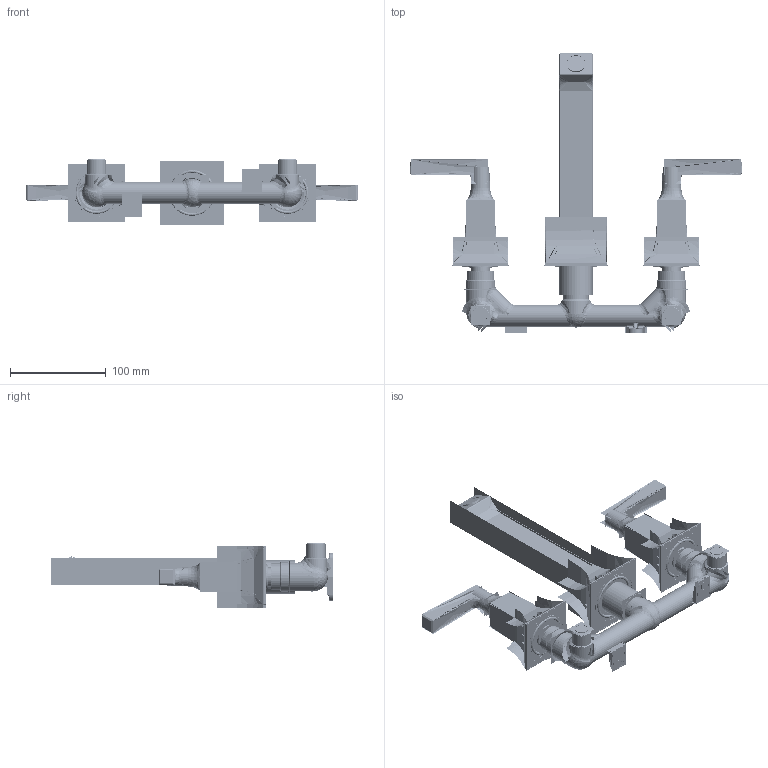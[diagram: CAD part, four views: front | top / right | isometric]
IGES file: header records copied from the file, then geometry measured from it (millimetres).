
Start section:  PTC IGES file: LD_FFAS1603-101500BC0_D0.igs
Global section: file name: LD_FFAS1603-101500BC0_D0.igs; native system: Creo Parametric by PTC Inc.; preprocessor: 2019224; author: 10114256; organization: Unknown; date: 20201204.104008; units: millimetre
Bounding box: 347.55 x 294.57 x 69.42 mm (x, y, z)
Surface area: 481575.4 mm2 (no closed solid volume)
Topology: 0 solids, 0 shells, 4070 faces, 56659 edges, 74051 vertices
Faces by surface type: revolution 2132, bspline 1798, extrusion 140
